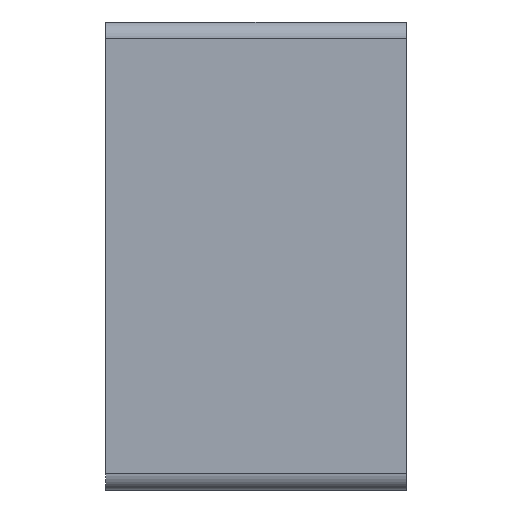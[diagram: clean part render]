
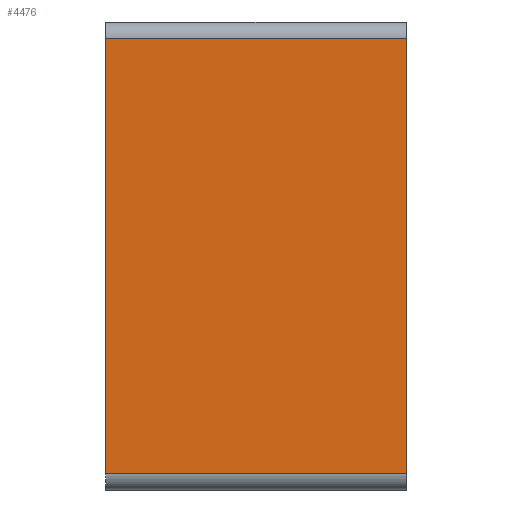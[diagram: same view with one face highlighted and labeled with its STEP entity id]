
A CAD part, left-side view. The second image highlights one B-rep face of the part: STEP entity #4476.
In plain terms, the highlighted planar face has unit normal (-1, 0, 0).
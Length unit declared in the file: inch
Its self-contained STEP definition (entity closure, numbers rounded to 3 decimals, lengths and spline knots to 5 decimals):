
#5 = DIRECTION ( 'NONE',  ( 0., -1., 0. ) ) ;
#236 = VECTOR ( 'NONE', #4076, 39.37008 ) ;
#312 = ORIENTED_EDGE ( 'NONE', *, *, #1584, .T. ) ;
#834 = CARTESIAN_POINT ( 'NONE',  ( -0.75, -0.5, 0. ) ) ;
#853 = CARTESIAN_POINT ( 'NONE',  ( -0.75, 0., 1.625 ) ) ;
#896 = VECTOR ( 'NONE', #2280, 39.37008 ) ;
#1015 = CARTESIAN_POINT ( 'NONE',  ( -0.75, -0.5, 1.625 ) ) ;
#1034 = EDGE_CURVE ( 'NONE', #3478, #5460, #3338, .T. ) ;
#1487 = DIRECTION ( 'NONE',  ( 0., 0., -1. ) ) ;
#1584 = EDGE_CURVE ( 'NONE', #2832, #3478, #4345, .T. ) ;
#1933 = LINE ( 'NONE', #834, #236 ) ;
#2030 = CARTESIAN_POINT ( 'NONE',  ( -0.75, 1.75, 1.625 ) ) ;
#2280 = DIRECTION ( 'NONE',  ( 0., -1., 0. ) ) ;
#2485 = CARTESIAN_POINT ( 'NONE',  ( -0.75, -0.5, -1.625 ) ) ;
#2728 = EDGE_LOOP ( 'NONE', ( #4688, #5509, #312, #4585 ) ) ;
#2832 = VERTEX_POINT ( 'NONE', #2030 ) ;
#2967 = EDGE_CURVE ( 'NONE', #2832, #4698, #3252, .T. ) ;
#3001 = DIRECTION ( 'NONE',  ( 0., 0., 1. ) ) ;
#3252 = LINE ( 'NONE', #853, #896 ) ;
#3338 = LINE ( 'NONE', #5100, #4702 ) ;
#3478 = VERTEX_POINT ( 'NONE', #4484 ) ;
#3491 = PLANE ( 'NONE',  #4542 ) ;
#3552 = VECTOR ( 'NONE', #1487, 39.37008 ) ;
#4076 = DIRECTION ( 'NONE',  ( 0., 0., -1. ) ) ;
#4345 = LINE ( 'NONE', #5670, #3552 ) ;
#4476 = ADVANCED_FACE ( 'NONE', ( #5338 ), #3491, .T. ) ;
#4484 = CARTESIAN_POINT ( 'NONE',  ( -0.75, 1.75, -1.625 ) ) ;
#4542 = AXIS2_PLACEMENT_3D ( 'NONE', #5286, #5755, #3001 ) ;
#4585 = ORIENTED_EDGE ( 'NONE', *, *, #1034, .T. ) ;
#4688 = ORIENTED_EDGE ( 'NONE', *, *, #5822, .F. ) ;
#4698 = VERTEX_POINT ( 'NONE', #1015 ) ;
#4702 = VECTOR ( 'NONE', #5, 39.37008 ) ;
#5100 = CARTESIAN_POINT ( 'NONE',  ( -0.75, 0., -1.625 ) ) ;
#5286 = CARTESIAN_POINT ( 'NONE',  ( -0.75, 0., 0. ) ) ;
#5338 = FACE_OUTER_BOUND ( 'NONE', #2728, .T. ) ;
#5460 = VERTEX_POINT ( 'NONE', #2485 ) ;
#5509 = ORIENTED_EDGE ( 'NONE', *, *, #2967, .F. ) ;
#5670 = CARTESIAN_POINT ( 'NONE',  ( -0.75, 1.75, 0. ) ) ;
#5755 = DIRECTION ( 'NONE',  ( -1., 0., 0. ) ) ;
#5822 = EDGE_CURVE ( 'NONE', #4698, #5460, #1933, .T. ) ;
